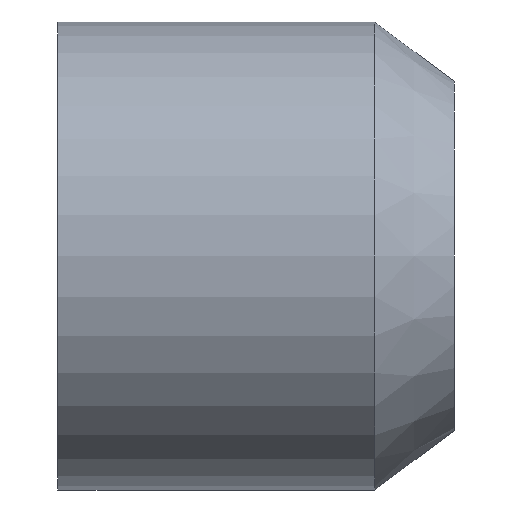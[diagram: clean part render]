
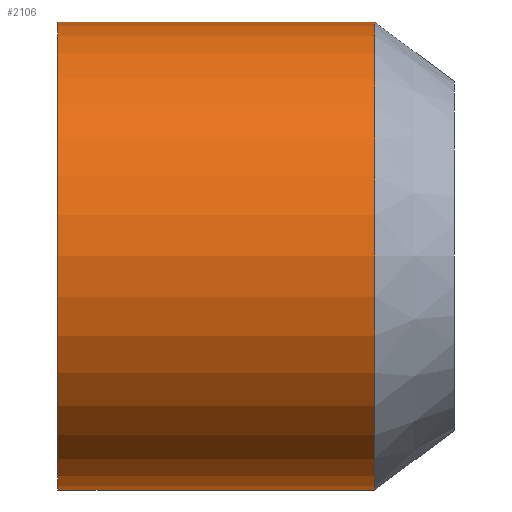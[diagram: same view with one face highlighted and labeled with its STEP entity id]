
A CAD part, left-side view. The second image highlights one B-rep face of the part: STEP entity #2106.
In plain terms, the highlighted cylindrical face has radius 15 mm (diameter 30 mm), a partial arc.
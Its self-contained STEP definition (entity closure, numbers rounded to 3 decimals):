
#25 = VERTEX_POINT ( 'NONE', #2320 ) ;
#80 = CIRCLE ( 'NONE', #4678, 15. ) ;
#322 = DIRECTION ( 'NONE',  ( 0., -1., 0. ) ) ;
#393 = VECTOR ( 'NONE', #5104, 1000. ) ;
#565 = EDGE_CURVE ( 'NONE', #3197, #25, #80, .T. ) ;
#988 = CARTESIAN_POINT ( 'NONE',  ( 0., 5.08, 0. ) ) ;
#1119 = DIRECTION ( 'NONE',  ( 0., 0., 1. ) ) ;
#1270 = EDGE_LOOP ( 'NONE', ( #3240, #5233, #3984, #2279 ) ) ;
#1730 = VERTEX_POINT ( 'NONE', #3181 ) ;
#2037 = AXIS2_PLACEMENT_3D ( 'NONE', #988, #5121, #4319 ) ;
#2080 = FACE_OUTER_BOUND ( 'NONE', #1270, .T. ) ;
#2106 = ADVANCED_FACE ( 'NONE', ( #2080 ), #2421, .T. ) ;
#2132 = CARTESIAN_POINT ( 'NONE',  ( 0., 0., 0. ) ) ;
#2199 = LINE ( 'NONE', #5332, #4070 ) ;
#2279 = ORIENTED_EDGE ( 'NONE', *, *, #565, .T. ) ;
#2320 = CARTESIAN_POINT ( 'NONE',  ( 0., 25.4, -15. ) ) ;
#2421 = CYLINDRICAL_SURFACE ( 'NONE', #3335, 15. ) ;
#2901 = VERTEX_POINT ( 'NONE', #4632 ) ;
#3181 = CARTESIAN_POINT ( 'NONE',  ( 0., 5.08, -15. ) ) ;
#3197 = VERTEX_POINT ( 'NONE', #4909 ) ;
#3240 = ORIENTED_EDGE ( 'NONE', *, *, #5132, .F. ) ;
#3271 = EDGE_CURVE ( 'NONE', #2901, #3197, #2199, .T. ) ;
#3335 = AXIS2_PLACEMENT_3D ( 'NONE', #2132, #4978, #4228 ) ;
#3347 = CIRCLE ( 'NONE', #2037, 15. ) ;
#3597 = CARTESIAN_POINT ( 'NONE',  ( 0., 25.4, 0. ) ) ;
#3780 = CARTESIAN_POINT ( 'NONE',  ( 0., 0., -15. ) ) ;
#3984 = ORIENTED_EDGE ( 'NONE', *, *, #3271, .T. ) ;
#4070 = VECTOR ( 'NONE', #4866, 1000. ) ;
#4188 = LINE ( 'NONE', #3780, #393 ) ;
#4228 = DIRECTION ( 'NONE',  ( 0., 0., 1. ) ) ;
#4319 = DIRECTION ( 'NONE',  ( 0., 0., 1. ) ) ;
#4632 = CARTESIAN_POINT ( 'NONE',  ( 0., 5.08, 15. ) ) ;
#4678 = AXIS2_PLACEMENT_3D ( 'NONE', #3597, #322, #1119 ) ;
#4866 = DIRECTION ( 'NONE',  ( 0., 1., 0. ) ) ;
#4909 = CARTESIAN_POINT ( 'NONE',  ( 0., 25.4, 15. ) ) ;
#4978 = DIRECTION ( 'NONE',  ( 0., 1., 0. ) ) ;
#5104 = DIRECTION ( 'NONE',  ( 0., 1., 0. ) ) ;
#5121 = DIRECTION ( 'NONE',  ( 0., 1., 0. ) ) ;
#5132 = EDGE_CURVE ( 'NONE', #1730, #25, #4188, .T. ) ;
#5233 = ORIENTED_EDGE ( 'NONE', *, *, #5312, .T. ) ;
#5312 = EDGE_CURVE ( 'NONE', #1730, #2901, #3347, .T. ) ;
#5332 = CARTESIAN_POINT ( 'NONE',  ( 0., 0., 15. ) ) ;
